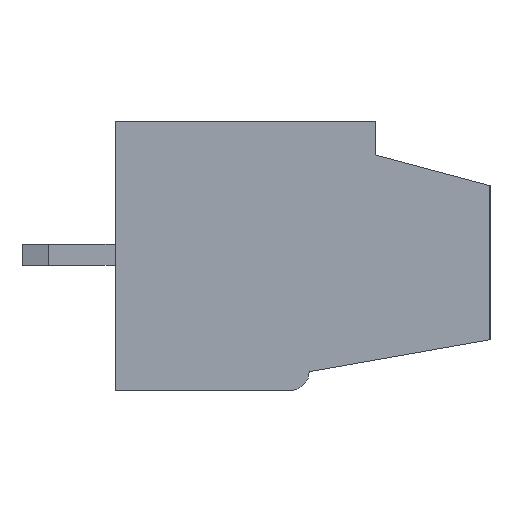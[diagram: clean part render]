
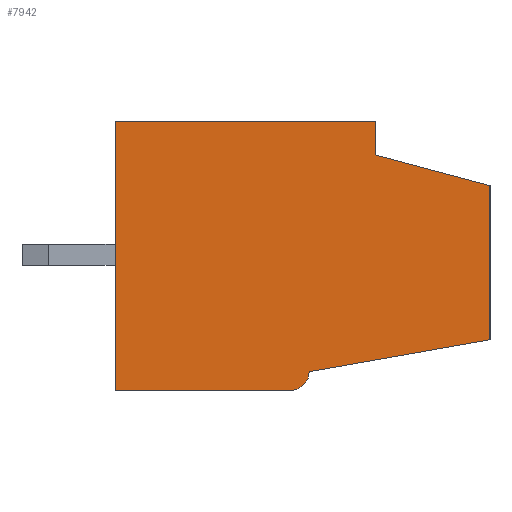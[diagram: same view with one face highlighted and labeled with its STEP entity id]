
A CAD part, left-side view. The second image highlights one B-rep face of the part: STEP entity #7942.
In plain terms, the highlighted planar face has unit normal (-1, 0, 0).
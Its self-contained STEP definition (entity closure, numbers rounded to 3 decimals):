
#125=DIRECTION('',(0.,0.,1.));
#126=VECTOR('',#125,5.799);
#127=CARTESIAN_POINT('',(-2.971,-0.1,-3.101));
#128=LINE('',#127,#126);
#2022=DIRECTION('',(0.,-1.,0.));
#2023=VECTOR('',#2022,6.6);
#2024=CARTESIAN_POINT('',(-2.971,14.,-5.));
#2025=LINE('',#2024,#2023);
#2110=DIRECTION('',(0.,0.,-1.));
#2111=VECTOR('',#2110,10.1);
#2112=CARTESIAN_POINT('',(-2.971,14.,5.1));
#2113=LINE('',#2112,#2111);
#2386=DIRECTION('',(0.,1.,0.));
#2387=VECTOR('',#2386,9.8);
#2388=CARTESIAN_POINT('',(-2.971,4.2,5.1));
#2389=LINE('',#2388,#2387);
#2450=DIRECTION('',(0.,0.985,-0.174));
#2451=VECTOR('',#2450,6.905);
#2452=CARTESIAN_POINT('',(-2.971,-0.1,-3.101));
#2453=LINE('',#2452,#2451);
#2454=CARTESIAN_POINT('',(-2.971,7.4,-4.3));
#2455=DIRECTION('',(1.,0.,0.));
#2456=DIRECTION('',(0.,-1.,0.));
#2457=AXIS2_PLACEMENT_3D('',#2454,#2455,#2456);
#2459=DIRECTION('',(0.,0.,-1.));
#2460=VECTOR('',#2459,1.25);
#2461=CARTESIAN_POINT('',(-2.971,4.2,5.1));
#2462=LINE('',#2461,#2460);
#2463=DIRECTION('',(0.,-0.966,-0.259));
#2464=VECTOR('',#2463,4.452);
#2465=CARTESIAN_POINT('',(-2.971,4.2,3.85));
#2466=LINE('',#2465,#2464);
#4795=CARTESIAN_POINT('',(-2.971,14.,-5.));
#4796=CARTESIAN_POINT('',(-2.971,7.4,-5.));
#4797=VERTEX_POINT('',#4795);
#4798=VERTEX_POINT('',#4796);
#4799=CARTESIAN_POINT('',(-2.971,6.7,-4.3));
#4800=VERTEX_POINT('',#4799);
#4801=CARTESIAN_POINT('',(-2.971,14.,5.1));
#4802=VERTEX_POINT('',#4801);
#4803=CARTESIAN_POINT('',(-2.971,4.2,5.1));
#4804=CARTESIAN_POINT('',(-2.971,4.2,3.85));
#4805=VERTEX_POINT('',#4803);
#4806=VERTEX_POINT('',#4804);
#4807=CARTESIAN_POINT('',(-2.971,-0.1,-3.101));
#4808=VERTEX_POINT('',#4807);
#4809=CARTESIAN_POINT('',(-2.971,-0.1,2.698));
#4810=VERTEX_POINT('',#4809);
#7927=CARTESIAN_POINT('',(-2.971,0.,0.));
#7928=DIRECTION('',(-1.,0.,0.));
#7929=DIRECTION('',(0.,-1.,0.));
#7930=AXIS2_PLACEMENT_3D('',#7927,#7928,#7929);
#7931=PLANE('',#7930);
#7932=ORIENTED_EDGE('',*,*,#4924,.F.);
#7933=ORIENTED_EDGE('',*,*,#7265,.T.);
#7934=ORIENTED_EDGE('',*,*,#7284,.T.);
#7935=ORIENTED_EDGE('',*,*,#7311,.F.);
#7936=ORIENTED_EDGE('',*,*,#7354,.F.);
#7937=ORIENTED_EDGE('',*,*,#7847,.F.);
#7938=ORIENTED_EDGE('',*,*,#4863,.T.);
#7939=ORIENTED_EDGE('',*,*,#4909,.T.);
#7940=EDGE_LOOP('',(#7932,#7933,#7934,#7935,#7936,#7937,#7938,#7939));
#7941=FACE_OUTER_BOUND('',#7940,.F.);
#2458=CIRCLE('',#2457,0.7);
#4863=EDGE_CURVE('',#4805,#4806,#2462,.T.);
#4909=EDGE_CURVE('',#4806,#4810,#2466,.T.);
#4924=EDGE_CURVE('',#4808,#4810,#128,.T.);
#7265=EDGE_CURVE('',#4808,#4800,#2453,.T.);
#7284=EDGE_CURVE('',#4800,#4798,#2458,.T.);
#7311=EDGE_CURVE('',#4797,#4798,#2025,.T.);
#7354=EDGE_CURVE('',#4802,#4797,#2113,.T.);
#7847=EDGE_CURVE('',#4805,#4802,#2389,.T.);
#7942=ADVANCED_FACE('',(#7941),#7931,.T.);
